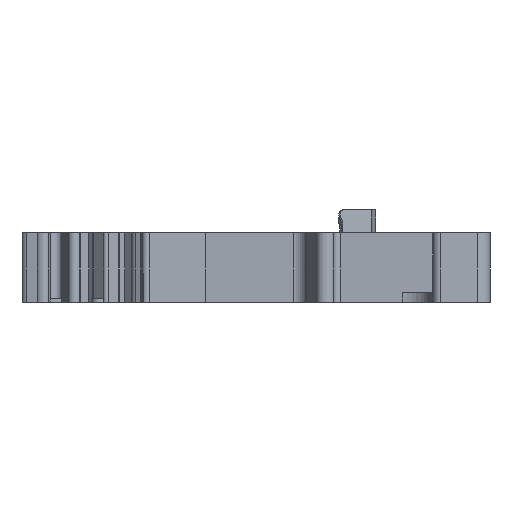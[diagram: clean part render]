
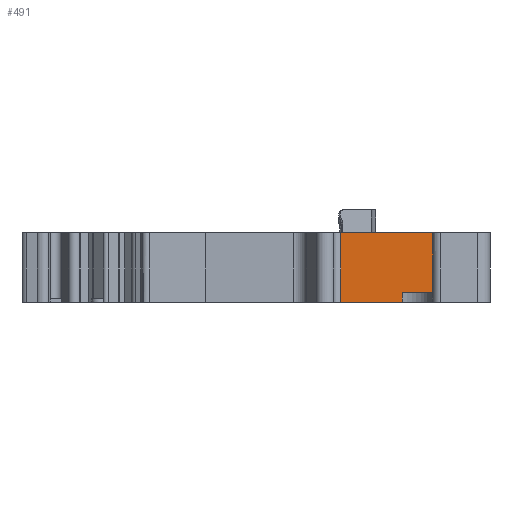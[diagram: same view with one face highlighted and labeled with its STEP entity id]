
A CAD part, left-side view. The second image highlights one B-rep face of the part: STEP entity #491.
In plain terms, the highlighted planar face has unit normal (-1, 0, 0).
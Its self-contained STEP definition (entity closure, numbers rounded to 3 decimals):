
#491=ADVANCED_FACE('',(#934),#750,.T.);
#750=PLANE('',#5585);
#934=FACE_OUTER_BOUND('',#1214,.T.);
#1214=EDGE_LOOP('',(#1991,#1992,#1993,#1994,#1995,#1996));
#1991=ORIENTED_EDGE('',*,*,#3881,.F.);
#1992=ORIENTED_EDGE('',*,*,#4002,.F.);
#1993=ORIENTED_EDGE('',*,*,#4003,.T.);
#1994=ORIENTED_EDGE('',*,*,#4004,.F.);
#1995=ORIENTED_EDGE('',*,*,#3790,.T.);
#1996=ORIENTED_EDGE('',*,*,#4005,.F.);
#3228=VERTEX_POINT('',#7925);
#3229=VERTEX_POINT('',#7927);
#3315=VERTEX_POINT('',#8105);
#3316=VERTEX_POINT('',#8107);
#3426=VERTEX_POINT('',#8367);
#3427=VERTEX_POINT('',#8371);
#3790=EDGE_CURVE('',#3229,#3228,#4495,.T.);
#3881=EDGE_CURVE('',#3315,#3316,#4545,.T.);
#4002=EDGE_CURVE('',#3426,#3315,#4622,.T.);
#4003=EDGE_CURVE('',#3426,#3427,#4623,.T.);
#4004=EDGE_CURVE('',#3229,#3427,#4624,.T.);
#4005=EDGE_CURVE('',#3316,#3228,#4625,.T.);
#4495=LINE('',#7926,#5021);
#4545=LINE('',#8106,#5071);
#4622=LINE('',#8368,#5148);
#4623=LINE('',#8370,#5149);
#4624=LINE('',#8372,#5150);
#4625=LINE('',#8373,#5151);
#5021=VECTOR('',#6300,1.);
#5071=VECTOR('',#6436,1.);
#5148=VECTOR('',#6605,1.);
#5149=VECTOR('',#6608,1.);
#5150=VECTOR('',#6609,1.);
#5151=VECTOR('',#6610,1.);
#5585=AXIS2_PLACEMENT_3D('',#8374,#6611,#6612);
#6300=DIRECTION('',(0.,1.,0.));
#6436=DIRECTION('',(0.,1.,0.));
#6605=DIRECTION('',(0.,0.,-1.));
#6608=DIRECTION('',(0.,-1.,0.));
#6609=DIRECTION('',(0.,0.,-1.));
#6610=DIRECTION('',(0.,0.,1.));
#6611=DIRECTION('',(-1.,0.,0.));
#6612=DIRECTION('',(0.,1.,0.));
#7925=CARTESIAN_POINT('',(4.117,10.7,-1.65));
#7926=CARTESIAN_POINT('',(4.117,1.7,-1.65));
#7927=CARTESIAN_POINT('',(4.117,1.7,-1.65));
#8105=CARTESIAN_POINT('',(4.117,6.304,-6.65));
#8106=CARTESIAN_POINT('',(4.117,6.304,-6.65));
#8107=CARTESIAN_POINT('',(4.117,10.7,-6.65));
#8367=CARTESIAN_POINT('',(4.117,6.304,-5.95));
#8368=CARTESIAN_POINT('',(4.117,6.304,-5.95));
#8370=CARTESIAN_POINT('',(4.117,6.304,-5.95));
#8371=CARTESIAN_POINT('',(4.117,1.7,-5.95));
#8372=CARTESIAN_POINT('',(4.117,1.7,-1.65));
#8373=CARTESIAN_POINT('',(4.117,10.7,-6.65));
#8374=CARTESIAN_POINT('',(4.117,10.7,-6.65));
